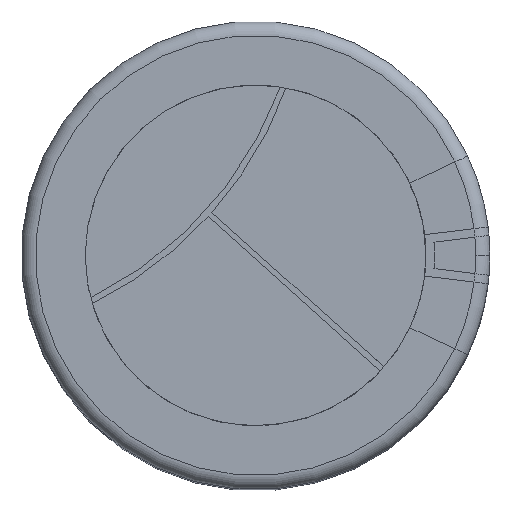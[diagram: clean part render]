
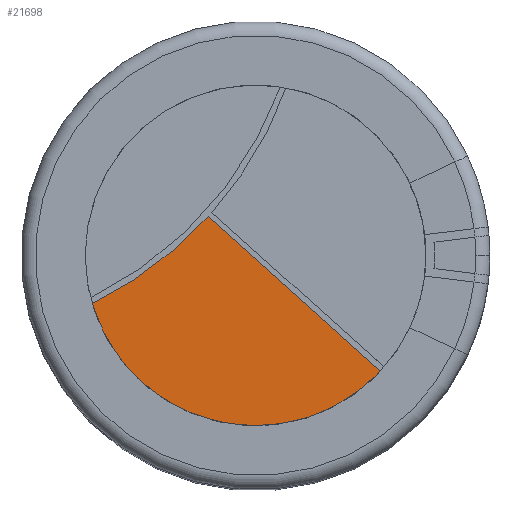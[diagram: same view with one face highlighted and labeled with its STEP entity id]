
A CAD part, top view. The second image highlights one B-rep face of the part: STEP entity #21698.
In plain terms, the highlighted planar face has unit normal (0, 0, 1).
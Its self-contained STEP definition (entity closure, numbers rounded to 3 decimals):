
#19724 = CYLINDRICAL_SURFACE('',#19725,6.);
#19725 = AXIS2_PLACEMENT_3D('',#19726,#19727,#19728);
#19726 = CARTESIAN_POINT('',(0.,0.,
    25.95));
#19727 = DIRECTION('',(0.,0.,1.));
#19728 = DIRECTION('',(1.,0.,0.));
#20875 = VERTEX_POINT('',#20876);
#20876 = CARTESIAN_POINT('',(-5.756,-1.695,
    25.95));
#20912 = CYLINDRICAL_SURFACE('',#20913,13.7);
#20913 = AXIS2_PLACEMENT_3D('',#20914,#20915,#20916);
#20914 = CARTESIAN_POINT('',(-11.789,10.605,
    25.75));
#20915 = DIRECTION('',(0.,0.,1.));
#20916 = DIRECTION('',(1.,0.,0.));
#20946 = EDGE_CURVE('',#20875,#20947,#20949,.T.);
#20947 = VERTEX_POINT('',#20948);
#20948 = CARTESIAN_POINT('',(4.393,-4.087,
    25.95));
#20949 = SURFACE_CURVE('',#20950,(#20955,#20984),.PCURVE_S1.);
#20950 = CIRCLE('',#20951,6.);
#20951 = AXIS2_PLACEMENT_3D('',#20952,#20953,#20954);
#20952 = CARTESIAN_POINT('',(0.,0.,
    25.95));
#20953 = DIRECTION('',(0.,0.,1.));
#20954 = DIRECTION('',(1.,0.,0.));
#20955 = PCURVE('',#19724,#20956);
#20956 = DEFINITIONAL_REPRESENTATION('',(#20957),#20983);
#20957 = B_SPLINE_CURVE_WITH_KNOTS('',3,(#20958,#20959,#20960,#20961,
    #20962,#20963,#20964,#20965,#20966,#20967,#20968,#20969,#20970,
    #20971,#20972,#20973,#20974,#20975,#20976,#20977,#20978,#20979,
    #20980,#20981,#20982),.UNSPECIFIED.,.F.,.F.,(4,1,1,1,1,1,1,1,1,1,1,1
    ,1,1,1,1,1,1,1,1,1,1,4),(3.428,3.524,3.619
    ,3.715,3.811,3.907,4.002,
    4.098,4.194,4.29,4.385,
    4.481,4.577,4.672,4.768,
    4.864,4.96,5.055,5.151,
    5.247,5.342,5.438,5.534),
  .UNSPECIFIED.);
#20958 = CARTESIAN_POINT('',(3.428,0.));
#20959 = CARTESIAN_POINT('',(3.46,0.));
#20960 = CARTESIAN_POINT('',(3.524,0.));
#20961 = CARTESIAN_POINT('',(3.619,0.));
#20962 = CARTESIAN_POINT('',(3.715,0.));
#20963 = CARTESIAN_POINT('',(3.811,0.));
#20964 = CARTESIAN_POINT('',(3.907,0.));
#20965 = CARTESIAN_POINT('',(4.002,0.));
#20966 = CARTESIAN_POINT('',(4.098,0.));
#20967 = CARTESIAN_POINT('',(4.194,0.));
#20968 = CARTESIAN_POINT('',(4.29,0.));
#20969 = CARTESIAN_POINT('',(4.385,0.));
#20970 = CARTESIAN_POINT('',(4.481,0.));
#20971 = CARTESIAN_POINT('',(4.577,0.));
#20972 = CARTESIAN_POINT('',(4.672,0.));
#20973 = CARTESIAN_POINT('',(4.768,0.));
#20974 = CARTESIAN_POINT('',(4.864,0.));
#20975 = CARTESIAN_POINT('',(4.96,0.));
#20976 = CARTESIAN_POINT('',(5.055,0.));
#20977 = CARTESIAN_POINT('',(5.151,0.));
#20978 = CARTESIAN_POINT('',(5.247,0.));
#20979 = CARTESIAN_POINT('',(5.342,0.));
#20980 = CARTESIAN_POINT('',(5.438,0.));
#20981 = CARTESIAN_POINT('',(5.502,0.));
#20982 = CARTESIAN_POINT('',(5.534,0.));
#20983 = ( GEOMETRIC_REPRESENTATION_CONTEXT(2) 
PARAMETRIC_REPRESENTATION_CONTEXT() REPRESENTATION_CONTEXT('2D SPACE',''
  ) );
#20984 = PCURVE('',#20985,#20990);
#20985 = PLANE('',#20986);
#20986 = AXIS2_PLACEMENT_3D('',#20987,#20988,#20989);
#20987 = CARTESIAN_POINT('',(0.,0.,
    25.95));
#20988 = DIRECTION('',(0.,0.,1.));
#20989 = DIRECTION('',(1.,0.,0.));
#20990 = DEFINITIONAL_REPRESENTATION('',(#20991),#20995);
#20991 = CIRCLE('',#20992,6.);
#20992 = AXIS2_PLACEMENT_2D('',#20993,#20994);
#20993 = CARTESIAN_POINT('',(0.,0.));
#20994 = DIRECTION('',(1.,0.));
#20995 = ( GEOMETRIC_REPRESENTATION_CONTEXT(2) 
PARAMETRIC_REPRESENTATION_CONTEXT() REPRESENTATION_CONTEXT('2D SPACE',''
  ) );
#21035 = PLANE('',#21036);
#21036 = AXIS2_PLACEMENT_3D('',#21037,#21038,#21039);
#21037 = CARTESIAN_POINT('',(-1.671,1.368,
    25.75));
#21038 = DIRECTION('',(-0.669,-0.743,
    0.));
#21039 = DIRECTION('',(0.743,-0.669,
    0.));
#21611 = VERTEX_POINT('',#21612);
#21612 = CARTESIAN_POINT('',(-1.671,1.368,
    25.95));
#21655 = EDGE_CURVE('',#20875,#21611,#21656,.T.);
#21656 = SURFACE_CURVE('',#21657,(#21662,#21691),.PCURVE_S1.);
#21657 = CIRCLE('',#21658,13.7);
#21658 = AXIS2_PLACEMENT_3D('',#21659,#21660,#21661);
#21659 = CARTESIAN_POINT('',(-11.789,10.605,
    25.95));
#21660 = DIRECTION('',(0.,0.,1.));
#21661 = DIRECTION('',(1.,0.,0.));
#21662 = PCURVE('',#20912,#21663);
#21663 = DEFINITIONAL_REPRESENTATION('',(#21664),#21690);
#21664 = B_SPLINE_CURVE_WITH_KNOTS('',3,(#21665,#21666,#21667,#21668,
    #21669,#21670,#21671,#21672,#21673,#21674,#21675,#21676,#21677,
    #21678,#21679,#21680,#21681,#21682,#21683,#21684,#21685,#21686,
    #21687,#21688,#21689),.UNSPECIFIED.,.F.,.F.,(4,1,1,1,1,1,1,1,1,1,1,1
    ,1,1,1,1,1,1,1,1,1,1,4),(5.168,5.185,
    5.202,5.22,5.237,5.254,
    5.271,5.288,5.305,5.322,
    5.339,5.356,5.373,5.39,
    5.407,5.424,5.441,5.458,
    5.475,5.492,5.509,5.526,
    5.543),.UNSPECIFIED.);
#21665 = CARTESIAN_POINT('',(5.168,0.2));
#21666 = CARTESIAN_POINT('',(5.174,0.2));
#21667 = CARTESIAN_POINT('',(5.185,0.2));
#21668 = CARTESIAN_POINT('',(5.202,0.2));
#21669 = CARTESIAN_POINT('',(5.22,0.2));
#21670 = CARTESIAN_POINT('',(5.237,0.2));
#21671 = CARTESIAN_POINT('',(5.254,0.2));
#21672 = CARTESIAN_POINT('',(5.271,0.2));
#21673 = CARTESIAN_POINT('',(5.288,0.2));
#21674 = CARTESIAN_POINT('',(5.305,0.2));
#21675 = CARTESIAN_POINT('',(5.322,0.2));
#21676 = CARTESIAN_POINT('',(5.339,0.2));
#21677 = CARTESIAN_POINT('',(5.356,0.2));
#21678 = CARTESIAN_POINT('',(5.373,0.2));
#21679 = CARTESIAN_POINT('',(5.39,0.2));
#21680 = CARTESIAN_POINT('',(5.407,0.2));
#21681 = CARTESIAN_POINT('',(5.424,0.2));
#21682 = CARTESIAN_POINT('',(5.441,0.2));
#21683 = CARTESIAN_POINT('',(5.458,0.2));
#21684 = CARTESIAN_POINT('',(5.475,0.2));
#21685 = CARTESIAN_POINT('',(5.492,0.2));
#21686 = CARTESIAN_POINT('',(5.509,0.2));
#21687 = CARTESIAN_POINT('',(5.526,0.2));
#21688 = CARTESIAN_POINT('',(5.538,0.2));
#21689 = CARTESIAN_POINT('',(5.543,0.2));
#21690 = ( GEOMETRIC_REPRESENTATION_CONTEXT(2) 
PARAMETRIC_REPRESENTATION_CONTEXT() REPRESENTATION_CONTEXT('2D SPACE',''
  ) );
#21691 = PCURVE('',#20985,#21692);
#21692 = DEFINITIONAL_REPRESENTATION('',(#21693),#21697);
#21693 = CIRCLE('',#21694,13.7);
#21694 = AXIS2_PLACEMENT_2D('',#21695,#21696);
#21695 = CARTESIAN_POINT('',(-11.789,10.605));
#21696 = DIRECTION('',(1.,0.));
#21697 = ( GEOMETRIC_REPRESENTATION_CONTEXT(2) 
PARAMETRIC_REPRESENTATION_CONTEXT() REPRESENTATION_CONTEXT('2D SPACE',''
  ) );
#21698 = ADVANCED_FACE('',(#21699),#20985,.T.);
#21699 = FACE_BOUND('',#21700,.T.);
#21700 = EDGE_LOOP('',(#21701,#21702,#21703));
#21701 = ORIENTED_EDGE('',*,*,#21655,.F.);
#21702 = ORIENTED_EDGE('',*,*,#20946,.T.);
#21703 = ORIENTED_EDGE('',*,*,#21704,.F.);
#21704 = EDGE_CURVE('',#21611,#20947,#21705,.T.);
#21705 = SURFACE_CURVE('',#21706,(#21710,#21717),.PCURVE_S1.);
#21706 = LINE('',#21707,#21708);
#21707 = CARTESIAN_POINT('',(-1.671,1.368,
    25.95));
#21708 = VECTOR('',#21709,1.);
#21709 = DIRECTION('',(0.743,-0.669,
    0.));
#21710 = PCURVE('',#20985,#21711);
#21711 = DEFINITIONAL_REPRESENTATION('',(#21712),#21716);
#21712 = LINE('',#21713,#21714);
#21713 = CARTESIAN_POINT('',(-1.671,1.368));
#21714 = VECTOR('',#21715,1.);
#21715 = DIRECTION('',(0.743,-0.669));
#21716 = ( GEOMETRIC_REPRESENTATION_CONTEXT(2) 
PARAMETRIC_REPRESENTATION_CONTEXT() REPRESENTATION_CONTEXT('2D SPACE',''
  ) );
#21717 = PCURVE('',#21035,#21718);
#21718 = DEFINITIONAL_REPRESENTATION('',(#21719),#21723);
#21719 = LINE('',#21720,#21721);
#21720 = CARTESIAN_POINT('',(0.,0.2));
#21721 = VECTOR('',#21722,1.);
#21722 = DIRECTION('',(1.,0.));
#21723 = ( GEOMETRIC_REPRESENTATION_CONTEXT(2) 
PARAMETRIC_REPRESENTATION_CONTEXT() REPRESENTATION_CONTEXT('2D SPACE',''
  ) );
